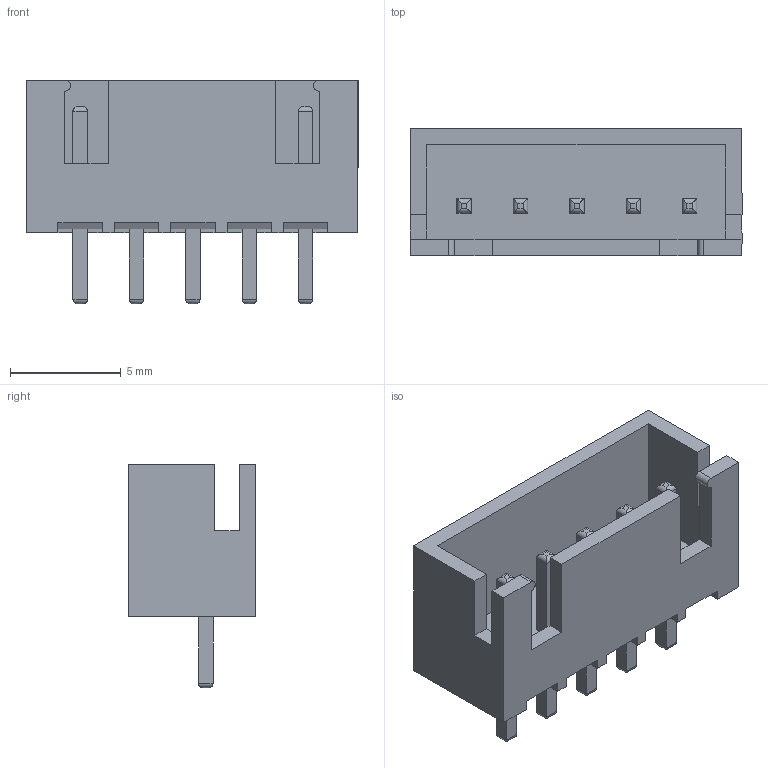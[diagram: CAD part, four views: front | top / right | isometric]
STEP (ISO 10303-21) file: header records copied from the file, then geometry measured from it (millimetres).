
FILE_DESCRIPTION (( 'STEP AP214' ), '1' );
FILE_NAME ('JST 2_54 5x.STEP', '2023-05-13T16:14:03', ( '' ), ( '' ), 'SwSTEP 2.0', 'SolidWorks 2021', '' );
FILE_SCHEMA (( 'AUTOMOTIVE_DESIGN' ));
Length unit declared in the file: millimetre
Products named in the file (1): JST 2_54 5x
Bounding box: 14.96 x 5.75 x 10.08 mm (x, y, z)
Volume: 269.6 mm3; surface area: 728.1 mm2
Topology: 1 solids, 1 shells, 176 faces, 467 edges, 298 vertices
Faces by surface type: plane 134, cylinder 42
Entity records: 6825 total; most frequent: CARTESIAN_POINT 1062, ORIENTED_EDGE 934, DIRECTION 785, EDGE_CURVE 467, VECTOR 423, LINE 423, VERTEX_POINT 298, EDGE_LOOP 181
